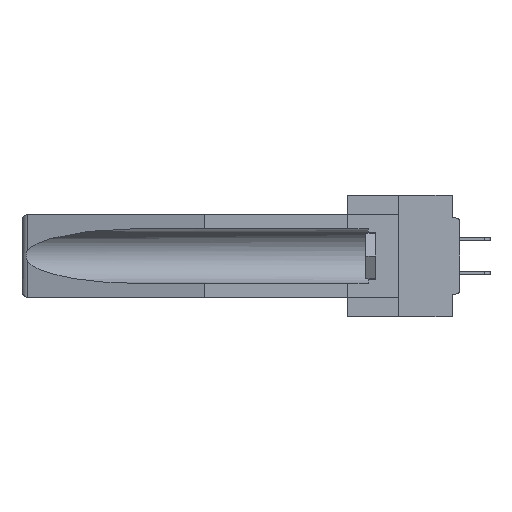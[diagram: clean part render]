
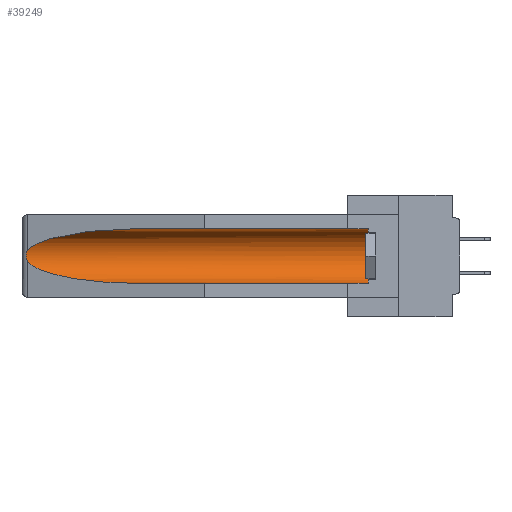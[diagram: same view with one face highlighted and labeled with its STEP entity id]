
A CAD part, left-side view. The second image highlights one B-rep face of the part: STEP entity #39249.
In plain terms, the highlighted cylindrical face has radius 2.857 mm (diameter 5.715 mm), a partial arc.
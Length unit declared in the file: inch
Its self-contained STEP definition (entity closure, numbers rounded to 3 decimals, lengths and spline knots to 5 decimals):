
#1229 = EDGE_CURVE ( 'NONE', #33833, #22071, #37884, .T. ) ;
#2028 = CARTESIAN_POINT ( 'NONE',  ( 0.155, 1.07973, -0.284 ) ) ;
#2244 = LINE ( 'NONE', #24904, #29878 ) ;
#2827 = CARTESIAN_POINT ( 'NONE',  ( 0.155, -0.30754, -0.284 ) ) ;
#3644 = EDGE_CURVE ( 'NONE', #7063, #8250, #5977, .T. ) ;
#3844 = CIRCLE ( 'NONE', #21323, 0.1125 ) ;
#4101 = CYLINDRICAL_SURFACE ( 'NONE', #36730, 0.1125 ) ;
#5977 =( BOUNDED_CURVE ( )  B_SPLINE_CURVE ( 3, ( #18441, #39568, #11804, #9215 ),
 .UNSPECIFIED., .F., .F. ) 
 B_SPLINE_CURVE_WITH_KNOTS ( ( 4, 4 ),
 ( 4.71239, 6.08839 ),
 .UNSPECIFIED. ) 
 CURVE ( )  GEOMETRIC_REPRESENTATION_ITEM ( )  RATIONAL_B_SPLINE_CURVE ( ( 1., 0.848, 0.848, 1. ) ) 
 REPRESENTATION_ITEM ( '' )  );
#5981 = CARTESIAN_POINT ( 'NONE',  ( 0.2675, 1.53308, -0.17534 ) ) ;
#6250 = CARTESIAN_POINT ( 'NONE',  ( 0.26537, 1.52718, -0.19328 ) ) ;
#6424 = CARTESIAN_POINT ( 'NONE',  ( 0.155, 1.07973, -0.284 ) ) ;
#6557 = CARTESIAN_POINT ( 'NONE',  ( 0.26537, 1.52718, -0.19328 ) ) ;
#7063 = VERTEX_POINT ( 'NONE', #26934 ) ;
#7972 = DIRECTION ( 'NONE',  ( 0., 1., 0. ) ) ;
#8174 = ORIENTED_EDGE ( 'NONE', *, *, #33620, .T. ) ;
#8250 = VERTEX_POINT ( 'NONE', #16939 ) ;
#9153 = ORIENTED_EDGE ( 'NONE', *, *, #3644, .T. ) ;
#9215 = CARTESIAN_POINT ( 'NONE',  ( 0.26537, 1.52718, -0.14972 ) ) ;
#9220 = CARTESIAN_POINT ( 'NONE',  ( 0.2673, 1.5327, -0.16383 ) ) ;
#9930 = CARTESIAN_POINT ( 'NONE',  ( 0.155, 0.126, -0.284 ) ) ;
#10141 = ORIENTED_EDGE ( 'NONE', *, *, #1229, .F. ) ;
#11738 = DIRECTION ( 'NONE',  ( 0., 1., 0. ) ) ;
#11804 = CARTESIAN_POINT ( 'NONE',  ( 0.25451, 1.48313, -0.09465 ) ) ;
#12353 = CARTESIAN_POINT ( 'NONE',  ( 0.26655, 1.53094, -0.18657 ) ) ;
#14225 = EDGE_CURVE ( 'NONE', #18722, #7063, #2244, .T. ) ;
#15368 = CARTESIAN_POINT ( 'NONE',  ( 0.2675, 1.53308, -0.16763 ) ) ;
#15372 = DIRECTION ( 'NONE',  ( 0., -1., 0. ) ) ;
#16939 = CARTESIAN_POINT ( 'NONE',  ( 0.26537, 1.52718, -0.14972 ) ) ;
#16988 = VERTEX_POINT ( 'NONE', #18907 ) ;
#18187 = CARTESIAN_POINT ( 'NONE',  ( 0.155, 0.126, -0.1715 ) ) ;
#18316 = CARTESIAN_POINT ( 'NONE',  ( 0.26654, 1.53092, -0.15636 ) ) ;
#18441 = CARTESIAN_POINT ( 'NONE',  ( 0.155, 1.07973, -0.059 ) ) ;
#18722 = VERTEX_POINT ( 'NONE', #31419 ) ;
#18907 = CARTESIAN_POINT ( 'NONE',  ( 0.26537, 1.52718, -0.19328 ) ) ;
#19088 = B_SPLINE_CURVE_WITH_KNOTS ( 'NONE', 3,
 ( #36896, #24697, #18316, #9220, #15368, #5981, #39839, #12353, #39981, #6250 ),
 .UNSPECIFIED., .F., .F.,
 ( 4, 2, 2, 2, 4 ),
 ( 0., 0.00029, 0.00058, 0.00087, 0.00117 ),
 .UNSPECIFIED. ) ;
#19437 = EDGE_CURVE ( 'NONE', #33833, #18722, #3844, .T. ) ;
#20325 = CARTESIAN_POINT ( 'NONE',  ( 0.155, -0.30754, -0.1715 ) ) ;
#21323 = AXIS2_PLACEMENT_3D ( 'NONE', #18187, #15372, #24701 ) ;
#21447 = VECTOR ( 'NONE', #11738, 39.37008 ) ;
#21490 = CARTESIAN_POINT ( 'NONE',  ( 0.25451, 1.48313, -0.24835 ) ) ;
#21574 = EDGE_LOOP ( 'NONE', ( #9153, #38794, #8174, #10141, #35550, #26057 ) ) ;
#22071 = VERTEX_POINT ( 'NONE', #2028 ) ;
#22155 =( BOUNDED_CURVE ( )  B_SPLINE_CURVE ( 3, ( #6557, #21490, #28224, #6424 ),
 .UNSPECIFIED., .F., .F. ) 
 B_SPLINE_CURVE_WITH_KNOTS ( ( 4, 4 ),
 ( 0.1948, 1.5708 ),
 .UNSPECIFIED. ) 
 CURVE ( )  GEOMETRIC_REPRESENTATION_ITEM ( )  RATIONAL_B_SPLINE_CURVE ( ( 1., 0.848, 0.848, 1. ) ) 
 REPRESENTATION_ITEM ( '' )  );
#24697 = CARTESIAN_POINT ( 'NONE',  ( 0.26597, 1.52961, -0.15275 ) ) ;
#24701 = DIRECTION ( 'NONE',  ( 0., 0., 1. ) ) ;
#24904 = CARTESIAN_POINT ( 'NONE',  ( 0.155, -0.30754, -0.059 ) ) ;
#25041 = DIRECTION ( 'NONE',  ( 0., 1., 0. ) ) ;
#26057 = ORIENTED_EDGE ( 'NONE', *, *, #14225, .T. ) ;
#26137 = DIRECTION ( 'NONE',  ( 0., 0., 1. ) ) ;
#26934 = CARTESIAN_POINT ( 'NONE',  ( 0.155, 1.07973, -0.059 ) ) ;
#28224 = CARTESIAN_POINT ( 'NONE',  ( 0.21114, 1.30732, -0.284 ) ) ;
#29878 = VECTOR ( 'NONE', #25041, 39.37008 ) ;
#31419 = CARTESIAN_POINT ( 'NONE',  ( 0.155, 0.126, -0.059 ) ) ;
#32714 = FACE_OUTER_BOUND ( 'NONE', #21574, .T. ) ;
#33620 = EDGE_CURVE ( 'NONE', #16988, #22071, #22155, .T. ) ;
#33833 = VERTEX_POINT ( 'NONE', #9930 ) ;
#35236 = EDGE_CURVE ( 'NONE', #8250, #16988, #19088, .T. ) ;
#35550 = ORIENTED_EDGE ( 'NONE', *, *, #19437, .T. ) ;
#36730 = AXIS2_PLACEMENT_3D ( 'NONE', #20325, #7972, #26137 ) ;
#36896 = CARTESIAN_POINT ( 'NONE',  ( 0.26537, 1.52718, -0.14972 ) ) ;
#37884 = LINE ( 'NONE', #2827, #21447 ) ;
#38794 = ORIENTED_EDGE ( 'NONE', *, *, #35236, .T. ) ;
#39249 = ADVANCED_FACE ( 'NONE', ( #32714 ), #4101, .F. ) ;
#39568 = CARTESIAN_POINT ( 'NONE',  ( 0.21114, 1.30732, -0.059 ) ) ;
#39839 = CARTESIAN_POINT ( 'NONE',  ( 0.2673, 1.53269, -0.17917 ) ) ;
#39981 = CARTESIAN_POINT ( 'NONE',  ( 0.26597, 1.5296, -0.19026 ) ) ;
